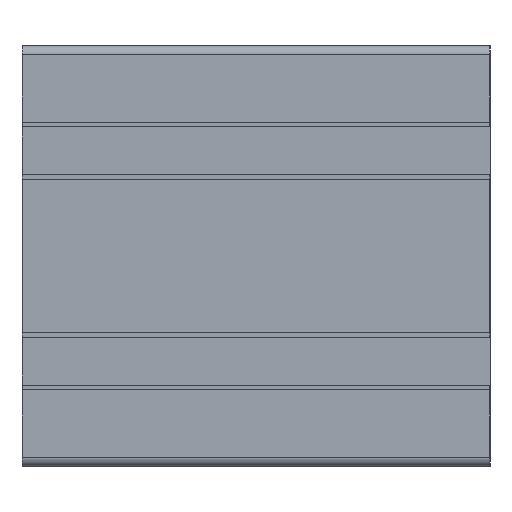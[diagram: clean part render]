
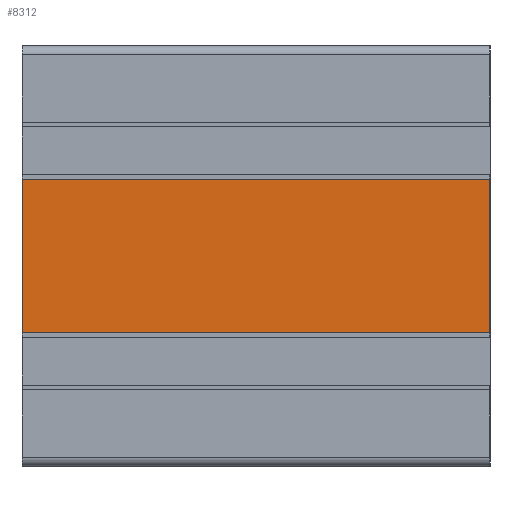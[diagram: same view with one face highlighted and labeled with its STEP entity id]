
A CAD part, left-side view. The second image highlights one B-rep face of the part: STEP entity #8312.
In plain terms, the highlighted planar face has unit normal (-1, 0, 0).
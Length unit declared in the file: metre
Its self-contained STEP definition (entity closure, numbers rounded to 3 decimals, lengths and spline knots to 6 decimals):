
#820=FACE_OUTER_BOUND('',#1238,.T.);
#1238=EDGE_LOOP('',(#6451,#6452,#6453,#6454));
#2024=LINE('',#13443,#2936);
#2025=LINE('',#13446,#2937);
#2026=LINE('',#13448,#2938);
#2027=LINE('',#13449,#2939);
#2936=VECTOR('',#10941,0.1);
#2937=VECTOR('',#10944,0.0328);
#2938=VECTOR('',#10945,0.0328);
#2939=VECTOR('',#10946,0.1);
#3805=VERTEX_POINT('',#13439);
#3806=VERTEX_POINT('',#13441);
#3807=VERTEX_POINT('',#13445);
#3808=VERTEX_POINT('',#13447);
#4920=EDGE_CURVE('',#3806,#3805,#2024,.T.);
#4921=EDGE_CURVE('',#3807,#3805,#2025,.T.);
#4922=EDGE_CURVE('',#3808,#3806,#2026,.T.);
#4923=EDGE_CURVE('',#3808,#3807,#2027,.T.);
#6451=ORIENTED_EDGE('',*,*,#4921,.T.);
#6452=ORIENTED_EDGE('',*,*,#4920,.F.);
#6453=ORIENTED_EDGE('',*,*,#4922,.F.);
#6454=ORIENTED_EDGE('',*,*,#4923,.T.);
#7942=PLANE('',#8993);
#8312=ADVANCED_FACE('',(#820),#7942,.F.);
#8993=AXIS2_PLACEMENT_3D('',#13444,#10942,#10943);
#10941=DIRECTION('',(0.,-1.,0.));
#10942=DIRECTION('center_axis',(1.,0.,0.));
#10943=DIRECTION('ref_axis',(0.,0.,-1.));
#10944=DIRECTION('',(0.,0.,1.));
#10945=DIRECTION('',(0.,0.,1.));
#10946=DIRECTION('',(0.,-1.,0.));
#13439=CARTESIAN_POINT('',(0.001571,-0.1,0.12765));
#13441=CARTESIAN_POINT('',(0.001571,0.,0.12765));
#13443=CARTESIAN_POINT('',(0.001571,0.,0.12765));
#13444=CARTESIAN_POINT('Origin',(0.001571,0.9,0.12765));
#13445=CARTESIAN_POINT('',(0.001571,-0.1,0.09485));
#13446=CARTESIAN_POINT('',(0.001571,-0.1,0.09485));
#13447=CARTESIAN_POINT('',(0.001571,0.,0.09485));
#13448=CARTESIAN_POINT('',(0.001571,0.,0.09485));
#13449=CARTESIAN_POINT('',(0.001571,0.,0.09485));
